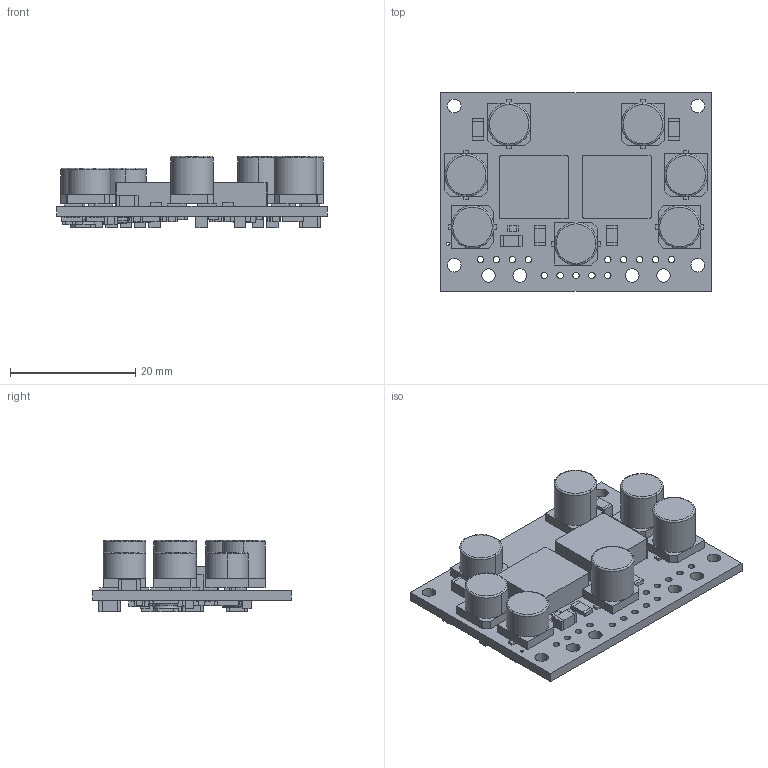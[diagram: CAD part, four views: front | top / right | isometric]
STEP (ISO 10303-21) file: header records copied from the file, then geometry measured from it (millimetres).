
FILE_DESCRIPTION (( 'STEP AP214' ), '1' );
FILE_NAME ('d42v110fx-step-down-voltage-regulator.step', '2025-10-15T22:19:20', ( '' ), ( '' ), 'SwSTEP 2.0', 'SolidWorks 2025', '' );
FILE_SCHEMA (( 'AUTOMOTIVE_DESIGN' ));
Length unit declared in the file: millimetre
Products named in the file (1): d42v110fx-step-down-voltage-regulator
Bounding box: 43.18 x 31.75 x 11.37 mm (x, y, z)
Volume: 5112.9 mm3; surface area: 5769.7 mm2
Topology: 1 solids, 1 shells, 2207 faces, 6214 edges, 4026 vertices
Faces by surface type: plane 1819, cylinder 189, bspline 181, torus 18
Entity records: 100674 total; most frequent: CARTESIAN_POINT 21105, ORIENTED_EDGE 12428, DIRECTION 10112, EDGE_CURVE 6214, VECTOR 5222, LINE 5222, VERTEX_POINT 4026, EDGE_LOOP 2462
